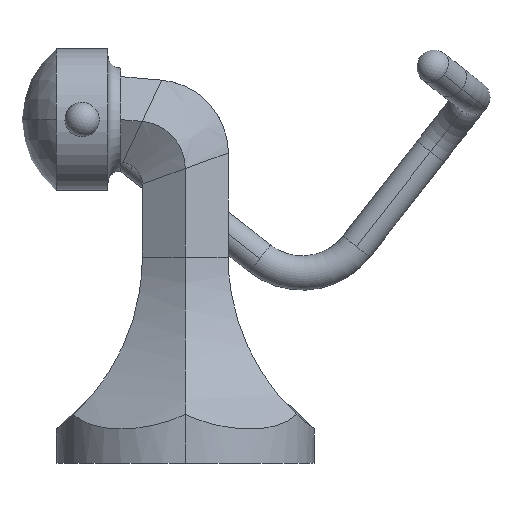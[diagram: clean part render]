
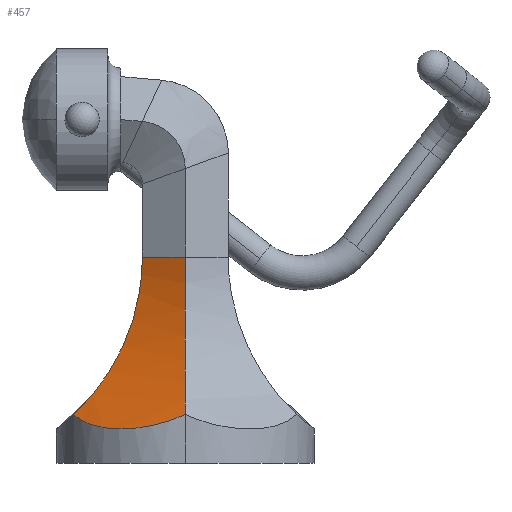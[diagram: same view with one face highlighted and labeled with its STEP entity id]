
A CAD part, left-side view. The second image highlights one B-rep face of the part: STEP entity #457.
In plain terms, the highlighted cylindrical face has radius 50 mm (diameter 100 mm), a partial arc.
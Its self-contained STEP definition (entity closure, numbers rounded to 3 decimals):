
#4 = CARTESIAN_POINT ( 'NONE',  ( 20.876, 8.686, -21.555 ) ) ;
#18 = CARTESIAN_POINT ( 'NONE',  ( 20.395, 8.566, -22.011 ) ) ;
#20 = VERTEX_POINT ( 'NONE', #611 ) ;
#27 = CARTESIAN_POINT ( 'NONE',  ( 19.394, 8.359, -22.898 ) ) ;
#44 = EDGE_CURVE ( 'NONE', #53, #1275, #531, .T. ) ;
#53 = VERTEX_POINT ( 'NONE', #755 ) ;
#56 = CARTESIAN_POINT ( 'NONE',  ( 0., 11.357, -30. ) ) ;
#76 = VECTOR ( 'NONE', #1801, 1000. ) ;
#101 = CARTESIAN_POINT ( 'NONE',  ( 25.348, 10.807, -16.059 ) ) ;
#106 = CARTESIAN_POINT ( 'NONE',  ( 24.279, 10.078, -17.634 ) ) ;
#110 = ORIENTED_EDGE ( 'NONE', *, *, #44, .F. ) ;
#137 = CARTESIAN_POINT ( 'NONE',  ( 25.675, 11.073, -15.53 ) ) ;
#143 = CARTESIAN_POINT ( 'NONE',  ( 0., 48., -11.547 ) ) ;
#161 = CARTESIAN_POINT ( 'NONE',  ( 18.872, 8.272, -23.33 ) ) ;
#172 = CARTESIAN_POINT ( 'NONE',  ( 17.274, 8.067, -24.565 ) ) ;
#178 = CARTESIAN_POINT ( 'NONE',  ( 16.159, 8., -25.312 ) ) ;
#179 = CARTESIAN_POINT ( 'NONE',  ( 0., 20.957, -18.06 ) ) ;
#188 = CARTESIAN_POINT ( 'NONE',  ( 14.414, 8., -26.319 ) ) ;
#202 = CARTESIAN_POINT ( 'NONE',  ( 13.819, 8.017, -26.636 ) ) ;
#213 = EDGE_CURVE ( 'NONE', #20, #53, #2178, .T. ) ;
#239 = CARTESIAN_POINT ( 'NONE',  ( 12.606, 8.086, -27.231 ) ) ;
#299 = CARTESIAN_POINT ( 'NONE',  ( 25.981, 11.357, -15. ) ) ;
#307 = CARTESIAN_POINT ( 'NONE',  ( 5., 48., -8.66 ) ) ;
#321 = DIRECTION ( 'NONE',  ( -0.5, 0., 0.866 ) ) ;
#339 = CARTESIAN_POINT ( 'NONE',  ( 0., 48., -11.547 ) ) ;
#356 = CARTESIAN_POINT ( 'NONE',  ( 11.984, 8.138, -27.511 ) ) ;
#364 = CARTESIAN_POINT ( 'NONE',  ( 10.116, 8.345, -28.275 ) ) ;
#436 = AXIS2_PLACEMENT_3D ( 'NONE', #2247, #1810, #321 ) ;
#457 = ADVANCED_FACE ( 'NONE', ( #1857 ), #697, .F. ) ;
#531 = LINE ( 'NONE', #307, #76 ) ;
#543 = CARTESIAN_POINT ( 'NONE',  ( 10., 48., -5.774 ) ) ;
#558 = CARTESIAN_POINT ( 'NONE',  ( 8.856, 8.55, -28.693 ) ) ;
#611 = CARTESIAN_POINT ( 'NONE',  ( 25.981, 11.357, -15. ) ) ;
#625 = EDGE_CURVE ( 'NONE', #1275, #2275, #2024, .T. ) ;
#697 = CYLINDRICAL_SURFACE ( 'NONE', #436, 50. ) ;
#712 = CARTESIAN_POINT ( 'NONE',  ( 6.949, 8.964, -29.191 ) ) ;
#720 = CARTESIAN_POINT ( 'NONE',  ( 6.311, 9.12, -29.336 ) ) ;
#729 = CARTESIAN_POINT ( 'NONE',  ( 5.028, 9.469, -29.583 ) ) ;
#755 = CARTESIAN_POINT ( 'NONE',  ( 10., 48., -5.774 ) ) ;
#779 = CARTESIAN_POINT ( 'NONE',  ( 4.382, 9.664, -29.685 ) ) ;
#801 = ORIENTED_EDGE ( 'NONE', *, *, #213, .F. ) ;
#896 = CARTESIAN_POINT ( 'NONE',  ( 2.467, 10.3, -29.926 ) ) ;
#1082 = CARTESIAN_POINT ( 'NONE',  ( 1.218, 10.792, -30. ) ) ;
#1103 = CARTESIAN_POINT ( 'NONE',  ( 0., 11.357, -30. ) ) ;
#1128 = ORIENTED_EDGE ( 'NONE', *, *, #1966, .F. ) ;
#1218 = B_SPLINE_CURVE_WITH_KNOTS ( 'NONE', 3,
 ( #1103, #1082, #896, #779, #729, #720, #712, #558, #364, #356, #239, #202, #188, #178, #172, #161, #27, #18, #4, #1363, #1717, #106, #2259, #101, #137, #299 ),
 .UNSPECIFIED., .F., .F.,
 ( 4, 2, 2, 2, 2, 2, 2, 2, 2, 2, 2, 2, 4 ),
 ( 0.003, 0.007, 0.009, 0.011, 0.015, 0.017, 0.019, 0.024, 0.026, 0.028, 0.032, 0.034, 0.036 ),
 .UNSPECIFIED. ) ;
#1275 = VERTEX_POINT ( 'NONE', #339 ) ;
#1316 = EDGE_LOOP ( 'NONE', ( #1128, #1593, #110, #801 ) ) ;
#1336 = CARTESIAN_POINT ( 'NONE',  ( 25.981, 11.357, -15. ) ) ;
#1363 = CARTESIAN_POINT ( 'NONE',  ( 22.263, 9.1, -20.152 ) ) ;
#1390 = CARTESIAN_POINT ( 'NONE',  ( 0., 11.357, -30. ) ) ;
#1416 = CARTESIAN_POINT ( 'NONE',  ( 0., 33.89, -11.547 ) ) ;
#1593 = ORIENTED_EDGE ( 'NONE', *, *, #625, .F. ) ;
#1717 = CARTESIAN_POINT ( 'NONE',  ( 23.113, 9.445, -19.169 ) ) ;
#1801 = DIRECTION ( 'NONE',  ( -0.866, 0., -0.5 ) ) ;
#1810 = DIRECTION ( 'NONE',  ( -0.866, 0., -0.5 ) ) ;
#1857 = FACE_OUTER_BOUND ( 'NONE', #1316, .T. ) ;
#1906 = CARTESIAN_POINT ( 'NONE',  ( 15.64, 20.957, -9.03 ) ) ;
#1966 = EDGE_CURVE ( 'NONE', #2275, #20, #1218, .T. ) ;
#1976 = CARTESIAN_POINT ( 'NONE',  ( 10., 33.89, -5.774 ) ) ;
#2024 =( BOUNDED_CURVE ( )  B_SPLINE_CURVE ( 3, ( #143, #1416, #179, #56 ),
 .UNSPECIFIED., .F., .T. ) 
 B_SPLINE_CURVE_WITH_KNOTS ( ( 4, 4 ),
 ( 3.142, 3.964 ),
 .UNSPECIFIED. ) 
 CURVE ( )  GEOMETRIC_REPRESENTATION_ITEM ( )  RATIONAL_B_SPLINE_CURVE ( ( 1., 0.944, 0.944, 1. ) ) 
 REPRESENTATION_ITEM ( '' )  );
#2178 =( BOUNDED_CURVE ( )  B_SPLINE_CURVE ( 3, ( #1336, #1906, #1976, #543 ),
 .UNSPECIFIED., .F., .F. ) 
 B_SPLINE_CURVE_WITH_KNOTS ( ( 4, 4 ),
 ( 5.461, 6.283 ),
 .UNSPECIFIED. ) 
 CURVE ( )  GEOMETRIC_REPRESENTATION_ITEM ( )  RATIONAL_B_SPLINE_CURVE ( ( 1., 0.944, 0.944, 1. ) ) 
 REPRESENTATION_ITEM ( '' )  );
#2247 = CARTESIAN_POINT ( 'NONE',  ( 30., 48., -51.962 ) ) ;
#2259 = CARTESIAN_POINT ( 'NONE',  ( 24.651, 10.31, -17.11 ) ) ;
#2275 = VERTEX_POINT ( 'NONE', #1390 ) ;
